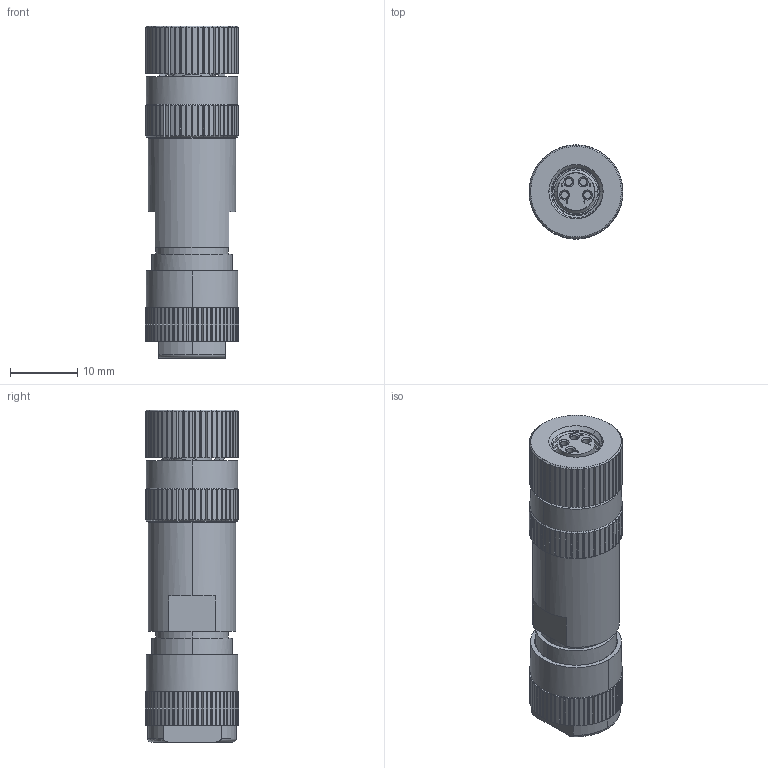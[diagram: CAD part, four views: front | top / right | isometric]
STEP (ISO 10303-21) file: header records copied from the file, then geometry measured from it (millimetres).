
FILE_DESCRIPTION(/* description */ (''),/* implementation_level */ '2;1');
FILE_NAME(/* name */ 'SK4218-0-7.stp',/* time_stamp */ '2018-12-07T15:48:10+08:00',/* author */ (''),/* organization */ (''),/* preprocessor_version */ 'ST-DEVELOPER v14',/* originating_system */ 'SIEMENS PLM Software NX 8.0',/* authorisation */ '');
FILE_SCHEMA (('AUTOMOTIVE_DESIGN { 1 0 10303 214 3 1 1 1 }'));
Length unit declared in the file: millimetre
Products named in the file (1): DELL1100A83Fcvdt
Bounding box: 14 x 14 x 49.55 mm (x, y, z)
Volume: 6285.1 mm3; surface area: 5763.6 mm2
Topology: 1 solids, 7 shells, 1030 faces, 2520 edges, 1529 vertices
Faces by surface type: plane 524, cylinder 281, cone 181, bspline 41, torus 3
Full cylindrical faces by diameter (mm): 10.8 x2
Entity records: 37663 total; most frequent: CARTESIAN_POINT 8578, ORIENTED_EDGE 5034, DIRECTION 4890, EDGE_CURVE 2517, AXIS2_PLACEMENT_3D 1813, VERTEX_POINT 1528, LINE 1264, VECTOR 1264
